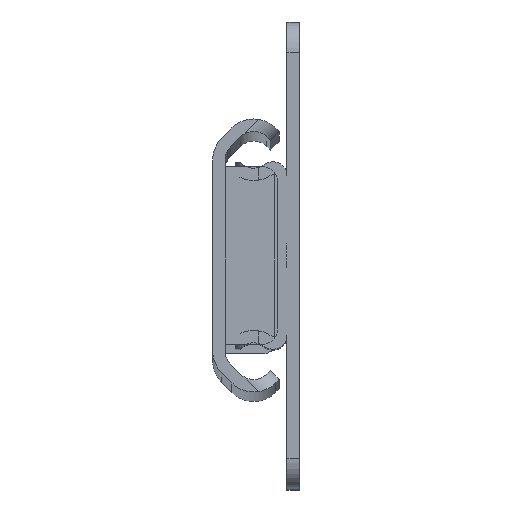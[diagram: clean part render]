
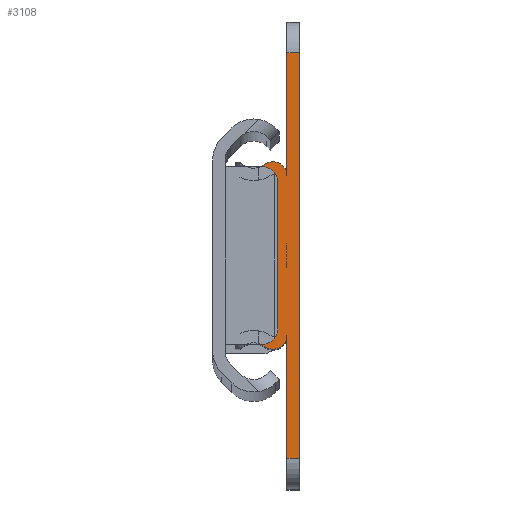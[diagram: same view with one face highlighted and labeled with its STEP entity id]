
A CAD part, top view. The second image highlights one B-rep face of the part: STEP entity #3108.
In plain terms, the highlighted planar face has unit normal (0, 0, 1).
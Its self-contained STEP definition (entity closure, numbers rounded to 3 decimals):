
#9 = VERTEX_POINT ( 'NONE', #1481 ) ;
#45 = DIRECTION ( 'NONE',  ( 0., -1., 0. ) ) ;
#133 = CARTESIAN_POINT ( 'NONE',  ( -4.3, -13.67, 0. ) ) ;
#147 = DIRECTION ( 'NONE',  ( 0., -1., 0. ) ) ;
#214 = AXIS2_PLACEMENT_3D ( 'NONE', #549, #1196, #3237 ) ;
#216 = PLANE ( 'NONE',  #1294 ) ;
#262 = DIRECTION ( 'NONE',  ( 0., 0., 1. ) ) ;
#278 = DIRECTION ( 'NONE',  ( 0., -1., 0. ) ) ;
#305 = ORIENTED_EDGE ( 'NONE', *, *, #1436, .T. ) ;
#313 = VERTEX_POINT ( 'NONE', #2608 ) ;
#324 = EDGE_CURVE ( 'NONE', #1194, #3327, #1620, .T. ) ;
#340 = ORIENTED_EDGE ( 'NONE', *, *, #3433, .F. ) ;
#351 = LINE ( 'NONE', #2851, #3458 ) ;
#408 = DIRECTION ( 'NONE',  ( 0., 0., 1. ) ) ;
#418 = VECTOR ( 'NONE', #872, 1000. ) ;
#448 = CIRCLE ( 'NONE', #2455, 2.38 ) ;
#500 = ORIENTED_EDGE ( 'NONE', *, *, #3028, .T. ) ;
#505 = EDGE_CURVE ( 'NONE', #9, #631, #2371, .T. ) ;
#549 = CARTESIAN_POINT ( 'NONE',  ( -1.8, 10.32, 0. ) ) ;
#560 = LINE ( 'NONE', #1766, #763 ) ;
#631 = VERTEX_POINT ( 'NONE', #2199 ) ;
#670 = EDGE_CURVE ( 'NONE', #1018, #3764, #351, .T. ) ;
#723 = DIRECTION ( 'NONE',  ( 0., 0., -1. ) ) ;
#725 = DIRECTION ( 'NONE',  ( 0., 0., 1. ) ) ;
#728 = VECTOR ( 'NONE', #1872, 1000. ) ;
#748 = DIRECTION ( 'NONE',  ( 0., 0., -1. ) ) ;
#763 = VECTOR ( 'NONE', #1781, 1000. ) ;
#814 = EDGE_CURVE ( 'NONE', #855, #313, #1207, .T. ) ;
#829 = ORIENTED_EDGE ( 'NONE', *, *, #3816, .T. ) ;
#855 = VERTEX_POINT ( 'NONE', #2029 ) ;
#863 = DIRECTION ( 'NONE',  ( -1., 0., 0. ) ) ;
#872 = DIRECTION ( 'NONE',  ( 1., 0., 0. ) ) ;
#877 = DIRECTION ( 'NONE',  ( 1., 0., 0. ) ) ;
#890 = EDGE_CURVE ( 'NONE', #631, #855, #2969, .T. ) ;
#905 = DIRECTION ( 'NONE',  ( 0., 0., -1. ) ) ;
#910 = VERTEX_POINT ( 'NONE', #2670 ) ;
#913 = ORIENTED_EDGE ( 'NONE', *, *, #2157, .T. ) ;
#934 = CARTESIAN_POINT ( 'NONE',  ( -1.8, 10.32, 0. ) ) ;
#951 = VERTEX_POINT ( 'NONE', #1808 ) ;
#995 = CARTESIAN_POINT ( 'NONE',  ( -3.7, 10.32, 0. ) ) ;
#1018 = VERTEX_POINT ( 'NONE', #3325 ) ;
#1042 = LINE ( 'NONE', #995, #2039 ) ;
#1052 = CIRCLE ( 'NONE', #1992, 0.2 ) ;
#1094 = AXIS2_PLACEMENT_3D ( 'NONE', #934, #1853, #3718 ) ;
#1117 = CARTESIAN_POINT ( 'NONE',  ( -3.7, -9.735, 0. ) ) ;
#1154 = VERTEX_POINT ( 'NONE', #1390 ) ;
#1157 = CIRCLE ( 'NONE', #3127, 2.38 ) ;
#1194 = VERTEX_POINT ( 'NONE', #2574 ) ;
#1196 = DIRECTION ( 'NONE',  ( 0., 0., -1. ) ) ;
#1207 = CIRCLE ( 'NONE', #1094, 1.8 ) ;
#1226 = AXIS2_PLACEMENT_3D ( 'NONE', #3116, #408, #1621 ) ;
#1227 = ORIENTED_EDGE ( 'NONE', *, *, #2743, .T. ) ;
#1272 = LINE ( 'NONE', #2770, #728 ) ;
#1294 = AXIS2_PLACEMENT_3D ( 'NONE', #3554, #262, #877 ) ;
#1390 = CARTESIAN_POINT ( 'NONE',  ( -2.877, -11.763, 0. ) ) ;
#1436 = EDGE_CURVE ( 'NONE', #910, #3779, #1272, .T. ) ;
#1481 = CARTESIAN_POINT ( 'NONE',  ( 1.6, 26.2, 0. ) ) ;
#1507 = EDGE_CURVE ( 'NONE', #951, #1154, #1157, .T. ) ;
#1584 = DIRECTION ( 'NONE',  ( 0., -1., 0. ) ) ;
#1620 = CIRCLE ( 'NONE', #2816, 3.98 ) ;
#1621 = DIRECTION ( 'NONE',  ( 1., 0., 0. ) ) ;
#1646 = ORIENTED_EDGE ( 'NONE', *, *, #1507, .T. ) ;
#1651 = ORIENTED_EDGE ( 'NONE', *, *, #670, .T. ) ;
#1732 = LINE ( 'NONE', #2028, #418 ) ;
#1766 = CARTESIAN_POINT ( 'NONE',  ( 1.6, -30.2, 0. ) ) ;
#1781 = DIRECTION ( 'NONE',  ( 0., -1., 0. ) ) ;
#1807 = CARTESIAN_POINT ( 'NONE',  ( -3.7, 9.735, 0. ) ) ;
#1808 = CARTESIAN_POINT ( 'NONE',  ( -3.7, -11.367, 0. ) ) ;
#1853 = DIRECTION ( 'NONE',  ( 0., 0., 1. ) ) ;
#1872 = DIRECTION ( 'NONE',  ( 0., -1., 0. ) ) ;
#1883 = ORIENTED_EDGE ( 'NONE', *, *, #3046, .T. ) ;
#1933 = CIRCLE ( 'NONE', #214, 0.2 ) ;
#1992 = AXIS2_PLACEMENT_3D ( 'NONE', #3817, #723, #2068 ) ;
#1995 = EDGE_LOOP ( 'NONE', ( #305, #913, #340, #3496, #2628, #3790, #3094, #829, #2414, #1883, #1651, #500, #2323, #1227, #1646, #3602 ) ) ;
#2018 = VECTOR ( 'NONE', #45, 1000. ) ;
#2028 = CARTESIAN_POINT ( 'NONE',  ( 1.6, -26.2, 0. ) ) ;
#2029 = CARTESIAN_POINT ( 'NONE',  ( 0., 10.32, 0. ) ) ;
#2039 = VECTOR ( 'NONE', #1584, 1000. ) ;
#2050 = VECTOR ( 'NONE', #863, 1000. ) ;
#2068 = DIRECTION ( 'NONE',  ( 1., 0., 0. ) ) ;
#2092 = CARTESIAN_POINT ( 'NONE',  ( -1.8, -10.32, 0. ) ) ;
#2112 = DIRECTION ( 'NONE',  ( 1., 0., 0. ) ) ;
#2155 = CARTESIAN_POINT ( 'NONE',  ( -3.7, 11.367, 0. ) ) ;
#2157 = EDGE_CURVE ( 'NONE', #3779, #3117, #1732, .T. ) ;
#2169 = CIRCLE ( 'NONE', #1226, 3.98 ) ;
#2195 = CARTESIAN_POINT ( 'NONE',  ( -1.92, 10.48, 0. ) ) ;
#2199 = CARTESIAN_POINT ( 'NONE',  ( 0., 26.2, 0. ) ) ;
#2255 = VERTEX_POINT ( 'NONE', #1807 ) ;
#2323 = ORIENTED_EDGE ( 'NONE', *, *, #324, .T. ) ;
#2371 = LINE ( 'NONE', #3575, #2050 ) ;
#2410 = CARTESIAN_POINT ( 'NONE',  ( -4.3, 13.67, 0. ) ) ;
#2414 = ORIENTED_EDGE ( 'NONE', *, *, #2469, .T. ) ;
#2455 = AXIS2_PLACEMENT_3D ( 'NONE', #2410, #905, #3390 ) ;
#2469 = EDGE_CURVE ( 'NONE', #2255, #2893, #2169, .T. ) ;
#2480 = CARTESIAN_POINT ( 'NONE',  ( 0., -26.2, 0. ) ) ;
#2574 = CARTESIAN_POINT ( 'NONE',  ( -1.92, -10.48, 0. ) ) ;
#2608 = CARTESIAN_POINT ( 'NONE',  ( -2.877, 11.763, 0. ) ) ;
#2628 = ORIENTED_EDGE ( 'NONE', *, *, #890, .T. ) ;
#2670 = CARTESIAN_POINT ( 'NONE',  ( 0., -10.32, 0. ) ) ;
#2743 = EDGE_CURVE ( 'NONE', #3327, #951, #1042, .T. ) ;
#2748 = LINE ( 'NONE', #2998, #2018 ) ;
#2770 = CARTESIAN_POINT ( 'NONE',  ( 0., 0., 0. ) ) ;
#2816 = AXIS2_PLACEMENT_3D ( 'NONE', #133, #725, #3506 ) ;
#2851 = CARTESIAN_POINT ( 'NONE',  ( -1.6, 0., 0. ) ) ;
#2893 = VERTEX_POINT ( 'NONE', #2195 ) ;
#2903 = AXIS2_PLACEMENT_3D ( 'NONE', #2092, #3297, #2112 ) ;
#2969 = LINE ( 'NONE', #3252, #3551 ) ;
#2973 = FACE_OUTER_BOUND ( 'NONE', #1995, .T. ) ;
#2998 = CARTESIAN_POINT ( 'NONE',  ( -3.7, 10.32, 0. ) ) ;
#3028 = EDGE_CURVE ( 'NONE', #3764, #1194, #1052, .T. ) ;
#3046 = EDGE_CURVE ( 'NONE', #2893, #1018, #1933, .T. ) ;
#3094 = ORIENTED_EDGE ( 'NONE', *, *, #3851, .T. ) ;
#3108 = ADVANCED_FACE ( 'NONE', ( #2973 ), #216, .T. ) ;
#3112 = DIRECTION ( 'NONE',  ( 1., 0., 0. ) ) ;
#3116 = CARTESIAN_POINT ( 'NONE',  ( -4.3, 13.67, 0. ) ) ;
#3117 = VERTEX_POINT ( 'NONE', #3287 ) ;
#3127 = AXIS2_PLACEMENT_3D ( 'NONE', #3662, #748, #3112 ) ;
#3237 = DIRECTION ( 'NONE',  ( 1., 0., 0. ) ) ;
#3252 = CARTESIAN_POINT ( 'NONE',  ( 0., 0., 0. ) ) ;
#3287 = CARTESIAN_POINT ( 'NONE',  ( 1.6, -26.2, 0. ) ) ;
#3297 = DIRECTION ( 'NONE',  ( 0., 0., 1. ) ) ;
#3325 = CARTESIAN_POINT ( 'NONE',  ( -1.6, 10.32, 0. ) ) ;
#3327 = VERTEX_POINT ( 'NONE', #1117 ) ;
#3336 = CIRCLE ( 'NONE', #2903, 1.8 ) ;
#3337 = CARTESIAN_POINT ( 'NONE',  ( -1.6, -10.32, 0. ) ) ;
#3390 = DIRECTION ( 'NONE',  ( 1., 0., 0. ) ) ;
#3433 = EDGE_CURVE ( 'NONE', #9, #3117, #560, .T. ) ;
#3458 = VECTOR ( 'NONE', #147, 1000. ) ;
#3496 = ORIENTED_EDGE ( 'NONE', *, *, #505, .T. ) ;
#3506 = DIRECTION ( 'NONE',  ( 1., 0., 0. ) ) ;
#3551 = VECTOR ( 'NONE', #278, 1000. ) ;
#3554 = CARTESIAN_POINT ( 'NONE',  ( -1.8, 10.32, 0. ) ) ;
#3575 = CARTESIAN_POINT ( 'NONE',  ( 0., 26.2, 0. ) ) ;
#3602 = ORIENTED_EDGE ( 'NONE', *, *, #3900, .T. ) ;
#3662 = CARTESIAN_POINT ( 'NONE',  ( -4.3, -13.67, 0. ) ) ;
#3718 = DIRECTION ( 'NONE',  ( 1., 0., 0. ) ) ;
#3764 = VERTEX_POINT ( 'NONE', #3337 ) ;
#3779 = VERTEX_POINT ( 'NONE', #2480 ) ;
#3790 = ORIENTED_EDGE ( 'NONE', *, *, #814, .T. ) ;
#3816 = EDGE_CURVE ( 'NONE', #3831, #2255, #2748, .T. ) ;
#3817 = CARTESIAN_POINT ( 'NONE',  ( -1.8, -10.32, 0. ) ) ;
#3831 = VERTEX_POINT ( 'NONE', #2155 ) ;
#3851 = EDGE_CURVE ( 'NONE', #313, #3831, #448, .T. ) ;
#3900 = EDGE_CURVE ( 'NONE', #1154, #910, #3336, .T. ) ;
